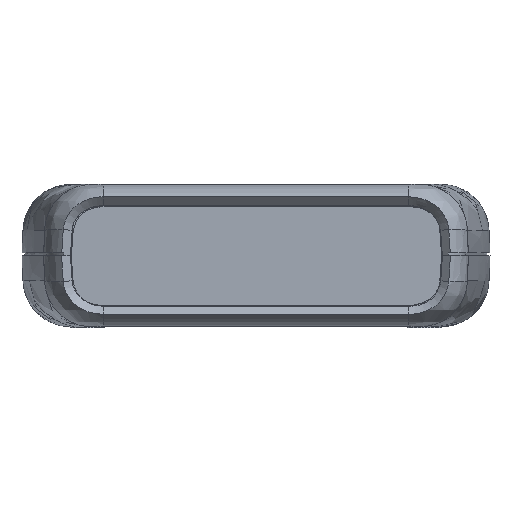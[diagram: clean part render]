
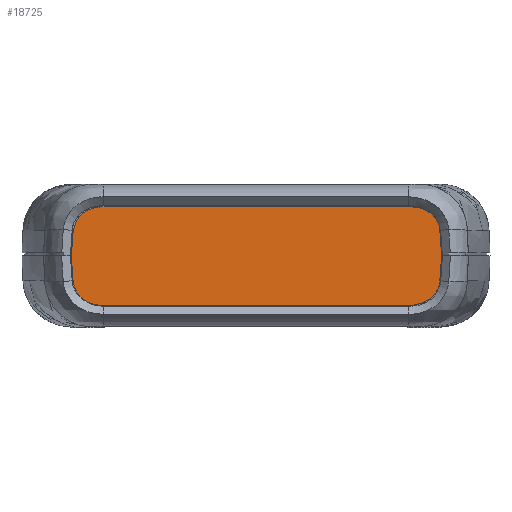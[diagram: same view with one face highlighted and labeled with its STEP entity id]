
A CAD part, front view. The second image highlights one B-rep face of the part: STEP entity #18725.
In plain terms, the highlighted face is planar.
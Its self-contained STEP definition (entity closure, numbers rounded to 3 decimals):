
#18285=CARTESIAN_POINT('',(16.479,4.265,1.875));
#18286=VERTEX_POINT('',#18285);
#18287=CARTESIAN_POINT('',(16.768,0.,1.875));
#18288=VERTEX_POINT('',#18287);
#18289=CARTESIAN_POINT('',(16.479,4.265,1.875));
#18290=DIRECTION('',(0.068,-0.998,0.0));
#18291=VECTOR('',#18290,4.275);
#18292=LINE('',#18289,#18291);
#18293=EDGE_CURVE('',#18286,#18288,#18292,.T.);
#18344=CARTESIAN_POINT('',(16.479,-4.265,1.875));
#18345=VERTEX_POINT('',#18344);
#18346=CARTESIAN_POINT('',(16.768,0.,1.875));
#18347=DIRECTION('',(-0.068,-0.998,0.0));
#18348=VECTOR('',#18347,4.275);
#18349=LINE('',#18346,#18348);
#18350=EDGE_CURVE('',#18288,#18345,#18349,.T.);
#18391=CARTESIAN_POINT('',(11.256,-8.405,1.875));
#18392=VERTEX_POINT('',#18391);
#18393=CARTESIAN_POINT('',(16.479,-4.265,1.875));
#18394=CARTESIAN_POINT('',(15.937,-6.941,1.875));
#18395=CARTESIAN_POINT('',(14.199,-8.32,1.875));
#18396=CARTESIAN_POINT('',(11.256,-8.405,1.875));
#18397=B_SPLINE_CURVE_WITH_KNOTS('',3,(#18393,#18394,#18395,#18396),.UNSPECIFIED.,.F.,.U.,(4,4),(0.,1.),.UNSPECIFIED.);
#18398=EDGE_CURVE('',#18345,#18392,#18397,.T.);
#18425=CARTESIAN_POINT('',(-40.353,-8.405,1.875));
#18426=VERTEX_POINT('',#18425);
#18427=CARTESIAN_POINT('',(11.256,-8.405,1.875));
#18428=DIRECTION('',(-1.0,0.,0.0));
#18429=VECTOR('',#18428,51.609);
#18430=LINE('',#18427,#18429);
#18431=EDGE_CURVE('',#18392,#18426,#18430,.T.);
#18469=CARTESIAN_POINT('',(-45.575,-4.265,1.875));
#18470=VERTEX_POINT('',#18469);
#18471=CARTESIAN_POINT('',(-40.353,-8.405,1.875));
#18472=CARTESIAN_POINT('',(-43.295,-8.32,1.875));
#18473=CARTESIAN_POINT('',(-45.033,-6.942,1.875));
#18474=CARTESIAN_POINT('',(-45.575,-4.265,1.875));
#18475=B_SPLINE_CURVE_WITH_KNOTS('',3,(#18471,#18472,#18473,#18474),.UNSPECIFIED.,.F.,.U.,(4,4),(0.,1.),.UNSPECIFIED.);
#18476=EDGE_CURVE('',#18426,#18470,#18475,.T.);
#18517=CARTESIAN_POINT('',(-45.864,0.,1.875));
#18518=VERTEX_POINT('',#18517);
#18519=CARTESIAN_POINT('',(-45.575,-4.265,1.875));
#18520=DIRECTION('',(-0.068,0.998,0.0));
#18521=VECTOR('',#18520,4.275);
#18522=LINE('',#18519,#18521);
#18523=EDGE_CURVE('',#18470,#18518,#18522,.T.);
#18564=CARTESIAN_POINT('',(-45.575,4.265,1.875));
#18565=VERTEX_POINT('',#18564);
#18566=CARTESIAN_POINT('',(-45.864,0.,1.875));
#18567=DIRECTION('',(0.068,0.998,0.0));
#18568=VECTOR('',#18567,4.275);
#18569=LINE('',#18566,#18568);
#18570=EDGE_CURVE('',#18518,#18565,#18569,.T.);
#18611=CARTESIAN_POINT('',(-40.353,8.405,1.875));
#18612=VERTEX_POINT('',#18611);
#18613=CARTESIAN_POINT('',(-45.575,4.265,1.875));
#18614=CARTESIAN_POINT('',(-45.034,6.942,1.875));
#18615=CARTESIAN_POINT('',(-43.295,8.32,1.875));
#18616=CARTESIAN_POINT('',(-40.353,8.405,1.875));
#18617=B_SPLINE_CURVE_WITH_KNOTS('',3,(#18613,#18614,#18615,#18616),.UNSPECIFIED.,.F.,.U.,(4,4),(0.,1.),.UNSPECIFIED.);
#18618=EDGE_CURVE('',#18565,#18612,#18617,.T.);
#18645=CARTESIAN_POINT('',(11.256,8.405,1.875));
#18646=VERTEX_POINT('',#18645);
#18647=CARTESIAN_POINT('',(-40.353,8.405,1.875));
#18648=DIRECTION('',(1.0,0.,0.0));
#18649=VECTOR('',#18648,51.609);
#18650=LINE('',#18647,#18649);
#18651=EDGE_CURVE('',#18612,#18646,#18650,.T.);
#18689=CARTESIAN_POINT('',(11.256,8.405,1.875));
#18690=CARTESIAN_POINT('',(14.195,8.319,1.875));
#18691=CARTESIAN_POINT('',(15.933,6.94,1.875));
#18692=CARTESIAN_POINT('',(16.479,4.265,1.875));
#18693=B_SPLINE_CURVE_WITH_KNOTS('',3,(#18689,#18690,#18691,#18692),.UNSPECIFIED.,.F.,.U.,(4,4),(0.,1.),.UNSPECIFIED.);
#18694=EDGE_CURVE('',#18646,#18286,#18693,.T.);
#18708=CARTESIAN_POINT('',(-14.549,0.,1.875));
#18709=DIRECTION('',(0.0,0.0,1.0));
#18710=DIRECTION('',(1.0,0.0,0.0));
#18711=AXIS2_PLACEMENT_3D('',#18708,#18709,#18710);
#18712=PLANE('',#18711);
#18713=ORIENTED_EDGE('',*,*,#18293,.F.);
#18714=ORIENTED_EDGE('',*,*,#18694,.F.);
#18715=ORIENTED_EDGE('',*,*,#18651,.F.);
#18716=ORIENTED_EDGE('',*,*,#18618,.F.);
#18717=ORIENTED_EDGE('',*,*,#18570,.F.);
#18718=ORIENTED_EDGE('',*,*,#18523,.F.);
#18719=ORIENTED_EDGE('',*,*,#18476,.F.);
#18720=ORIENTED_EDGE('',*,*,#18431,.F.);
#18721=ORIENTED_EDGE('',*,*,#18398,.F.);
#18722=ORIENTED_EDGE('',*,*,#18350,.F.);
#18723=EDGE_LOOP('',(#18713,#18714,#18715,#18716,#18717,#18718,#18719,#18720,#18721,#18722));
#18724=FACE_OUTER_BOUND('',#18723,.T.);
#18725=ADVANCED_FACE('',(#18724),#18712,.T.);
